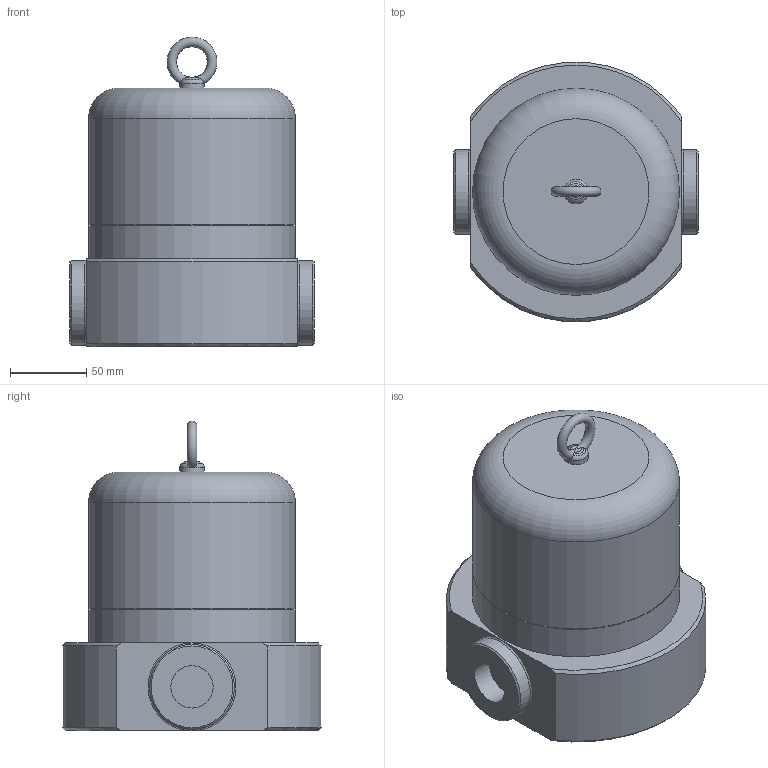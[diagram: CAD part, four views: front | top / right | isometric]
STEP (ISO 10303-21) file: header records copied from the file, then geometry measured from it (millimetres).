
FILE_DESCRIPTION((''),'2;1');
FILE_NAME('hr26a-020-sw000-00.stp','2010-11-05T13:57:55',('nakaot'),(''),'Autodesk Inventor 2008','Autodesk Inventor 2008','');
FILE_SCHEMA(('AUTOMOTIVE_DESIGN { 1 0 10303 214 1 1 1 1 }'));
Length unit declared in the file: millimetre
Products named in the file (1): hr26a-020-sw000-00
Bounding box: 160 x 169.37 x 202.54 mm (x, y, z)
Volume: 2793907.4 mm3; surface area: 122516.4 mm2
Topology: 1 solids, 1 shells, 41 faces, 94 edges, 59 vertices
Faces by surface type: plane 14, cylinder 9, cone 8, torus 6, bspline 4
Full cylindrical faces by diameter (mm): 16 x1, 27.7 x1, 55.5 x2, 132.8 x1, 135.4 x2
Entity records: 1249 total; most frequent: CARTESIAN_POINT 415, DIRECTION 164, ORIENTED_EDGE 152, AXIS2_PLACEMENT_3D 76, EDGE_CURVE 76, EDGE_LOOP 61, VERTEX_POINT 55, FACE_OUTER_BOUND 41
